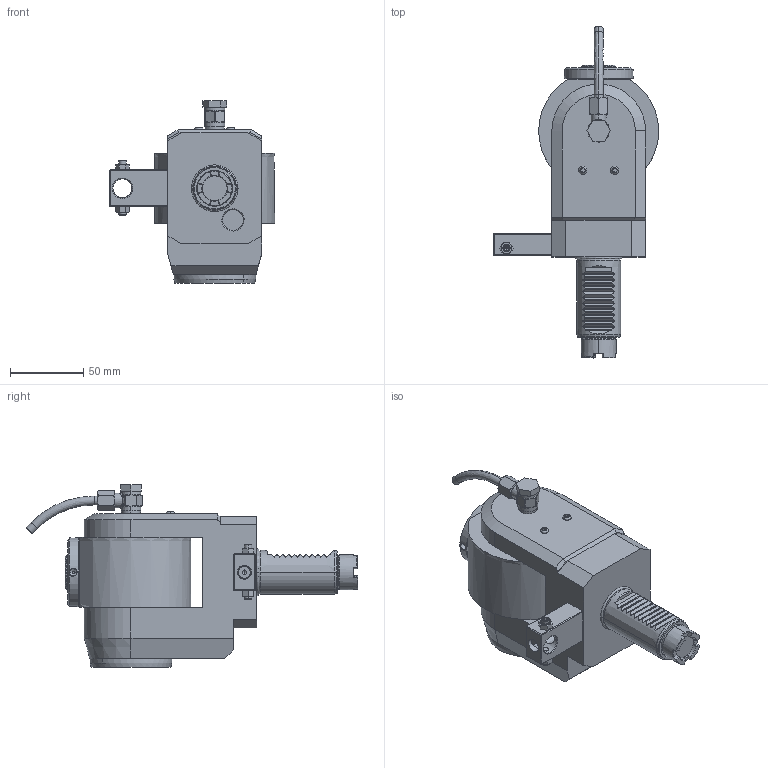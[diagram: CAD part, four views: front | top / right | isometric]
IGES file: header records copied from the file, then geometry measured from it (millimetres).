
Start section:  PTC IGES file: ngt1_30_555_16_1_2jb.igs
Global section: file name: ngt1_30_555_16_1_2jb.igs; native system: Pro/ENGINEER by Parametric Technology Corporation; preprocessor: 2010280; author: vali; organization: Unknown; date: 20230508.104007; units: millimetre
Bounding box: 113 x 226.67 x 124.9 mm (x, y, z)
Volume: 770091.7 mm3; surface area: 75365.4 mm2
Topology: 1 solids, 3 shells, 561 faces, 1379 edges, 849 vertices
Faces by surface type: bspline 291, revolution 270
